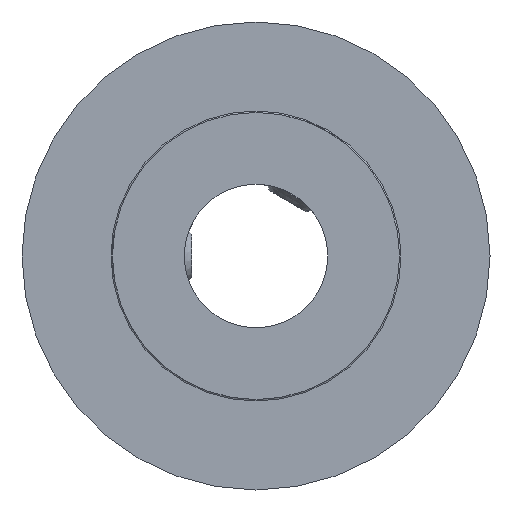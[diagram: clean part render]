
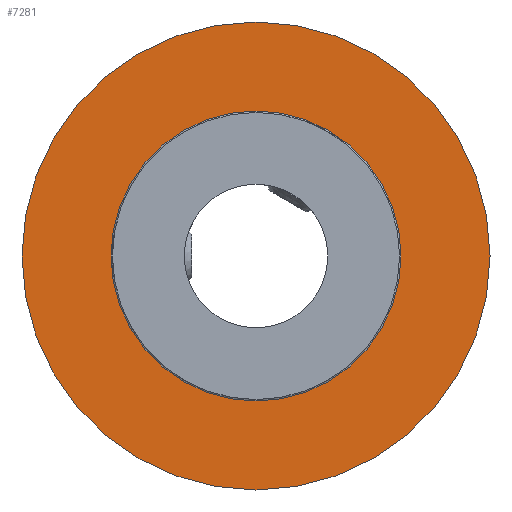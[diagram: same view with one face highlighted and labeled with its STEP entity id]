
A CAD part, left-side view. The second image highlights one B-rep face of the part: STEP entity #7281.
In plain terms, the highlighted planar face has unit normal (-1, 0, 0).
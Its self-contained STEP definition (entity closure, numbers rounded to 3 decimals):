
#265 = DIRECTION ( 'NONE',  ( 1., 0., 0. ) ) ;
#469 = CARTESIAN_POINT ( 'NONE',  ( 6.9, 10., 0. ) ) ;
#499 = VERTEX_POINT ( 'NONE', #12537 ) ;
#698 = PLANE ( 'NONE',  #8329 ) ;
#906 = EDGE_CURVE ( 'NONE', #499, #11432, #4559, .T. ) ;
#1448 = ORIENTED_EDGE ( 'NONE', *, *, #906, .T. ) ;
#1534 = CARTESIAN_POINT ( 'NONE',  ( 6.9, 0., 0. ) ) ;
#1573 = CARTESIAN_POINT ( 'NONE',  ( 6.9, 0., 0. ) ) ;
#2090 = ORIENTED_EDGE ( 'NONE', *, *, #9411, .T. ) ;
#2818 = ORIENTED_EDGE ( 'NONE', *, *, #11698, .T. ) ;
#3531 = AXIS2_PLACEMENT_3D ( 'NONE', #5822, #13045, #13194 ) ;
#3756 = CIRCLE ( 'NONE', #12468, 10.1 ) ;
#4357 = DIRECTION ( 'NONE',  ( 1., 0., 0. ) ) ;
#4559 = CIRCLE ( 'NONE', #13787, 16.3 ) ;
#4828 = CARTESIAN_POINT ( 'NONE',  ( 6.9, 0., -10.1 ) ) ;
#4874 = EDGE_LOOP ( 'NONE', ( #8523, #2090 ) ) ;
#5482 = EDGE_LOOP ( 'NONE', ( #2818, #1448 ) ) ;
#5822 = CARTESIAN_POINT ( 'NONE',  ( 6.9, 0., 0. ) ) ;
#6424 = DIRECTION ( 'NONE',  ( 0., 0., 1. ) ) ;
#6498 = VERTEX_POINT ( 'NONE', #4828 ) ;
#6755 = DIRECTION ( 'NONE',  ( 0., 0., -1. ) ) ;
#7096 = CARTESIAN_POINT ( 'NONE',  ( 6.9, 0., 10.1 ) ) ;
#7281 = ADVANCED_FACE ( 'NONE', ( #11445, #14100 ), #698, .F. ) ;
#7697 = DIRECTION ( 'NONE',  ( -1., 0., 0. ) ) ;
#8329 = AXIS2_PLACEMENT_3D ( 'NONE', #469, #10486, #15391 ) ;
#8523 = ORIENTED_EDGE ( 'NONE', *, *, #15099, .T. ) ;
#9125 = AXIS2_PLACEMENT_3D ( 'NONE', #1573, #4357, #6755 ) ;
#9411 = EDGE_CURVE ( 'NONE', #10665, #6498, #3756, .T. ) ;
#10486 = DIRECTION ( 'NONE',  ( 1., 0., 0. ) ) ;
#10665 = VERTEX_POINT ( 'NONE', #7096 ) ;
#11432 = VERTEX_POINT ( 'NONE', #12407 ) ;
#11445 = FACE_BOUND ( 'NONE', #4874, .T. ) ;
#11698 = EDGE_CURVE ( 'NONE', #11432, #499, #12239, .T. ) ;
#12239 = CIRCLE ( 'NONE', #3531, 16.3 ) ;
#12407 = CARTESIAN_POINT ( 'NONE',  ( 6.9, 0., 16.3 ) ) ;
#12468 = AXIS2_PLACEMENT_3D ( 'NONE', #14781, #265, #14947 ) ;
#12537 = CARTESIAN_POINT ( 'NONE',  ( 6.9, 0., -16.3 ) ) ;
#13045 = DIRECTION ( 'NONE',  ( -1., 0., 0. ) ) ;
#13194 = DIRECTION ( 'NONE',  ( 0., 0., 1. ) ) ;
#13787 = AXIS2_PLACEMENT_3D ( 'NONE', #1534, #7697, #6424 ) ;
#14100 = FACE_OUTER_BOUND ( 'NONE', #5482, .T. ) ;
#14280 = CIRCLE ( 'NONE', #9125, 10.1 ) ;
#14781 = CARTESIAN_POINT ( 'NONE',  ( 6.9, 0., 0. ) ) ;
#14947 = DIRECTION ( 'NONE',  ( 0., 0., -1. ) ) ;
#15099 = EDGE_CURVE ( 'NONE', #6498, #10665, #14280, .T. ) ;
#15391 = DIRECTION ( 'NONE',  ( 0., 0., -1. ) ) ;
